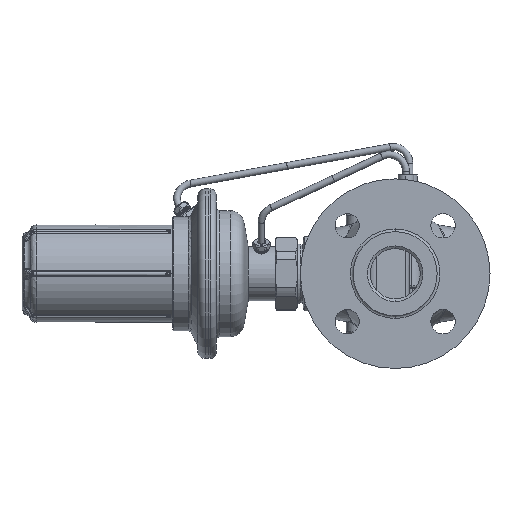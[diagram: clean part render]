
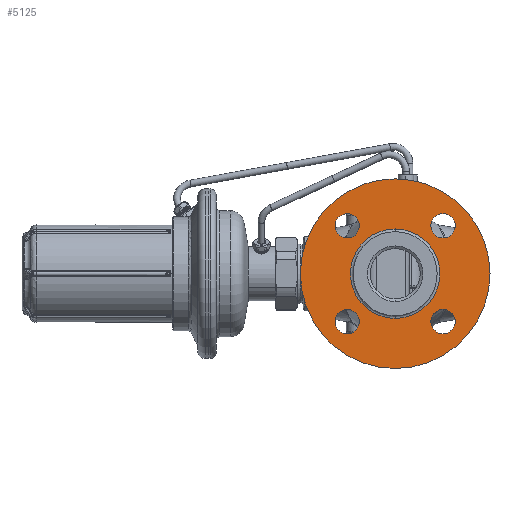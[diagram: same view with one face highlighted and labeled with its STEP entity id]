
A CAD part, left-side view. The second image highlights one B-rep face of the part: STEP entity #5125.
In plain terms, the highlighted planar face has unit normal (-1, 0, 0).
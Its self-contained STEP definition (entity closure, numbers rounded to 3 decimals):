
#81=CARTESIAN_POINT('',(-88.,0.,0.));
#82=DIRECTION('',(-1.,0.,0.));
#83=DIRECTION('',(0.,1.,0.));
#84=AXIS2_PLACEMENT_3D('',#81,#82,#83);
#86=CARTESIAN_POINT('',(-88.,0.,0.));
#87=DIRECTION('',(1.,0.,0.));
#88=DIRECTION('',(0.,1.,0.));
#89=AXIS2_PLACEMENT_3D('',#86,#87,#88);
#91=CARTESIAN_POINT('',(-88.,-35.355,35.355));
#92=DIRECTION('',(1.,0.,0.));
#93=DIRECTION('',(0.,1.,0.));
#94=AXIS2_PLACEMENT_3D('',#91,#92,#93);
#96=CARTESIAN_POINT('',(-88.,-35.355,35.355));
#97=DIRECTION('',(1.,0.,0.));
#98=DIRECTION('',(0.,-1.,0.));
#99=AXIS2_PLACEMENT_3D('',#96,#97,#98);
#101=CARTESIAN_POINT('',(-88.,35.355,35.355));
#102=DIRECTION('',(1.,0.,0.));
#103=DIRECTION('',(0.,1.,0.));
#104=AXIS2_PLACEMENT_3D('',#101,#102,#103);
#106=CARTESIAN_POINT('',(-88.,35.355,35.355));
#107=DIRECTION('',(1.,0.,0.));
#108=DIRECTION('',(0.,-1.,0.));
#109=AXIS2_PLACEMENT_3D('',#106,#107,#108);
#111=CARTESIAN_POINT('',(-88.,35.355,-35.355));
#112=DIRECTION('',(1.,0.,0.));
#113=DIRECTION('',(0.,1.,0.));
#114=AXIS2_PLACEMENT_3D('',#111,#112,#113);
#116=CARTESIAN_POINT('',(-88.,35.355,-35.355));
#117=DIRECTION('',(1.,0.,0.));
#118=DIRECTION('',(0.,-1.,0.));
#119=AXIS2_PLACEMENT_3D('',#116,#117,#118);
#121=CARTESIAN_POINT('',(-88.,-35.355,-35.355));
#122=DIRECTION('',(1.,0.,0.));
#123=DIRECTION('',(0.,1.,0.));
#124=AXIS2_PLACEMENT_3D('',#121,#122,#123);
#126=CARTESIAN_POINT('',(-88.,-35.355,-35.355));
#127=DIRECTION('',(1.,0.,0.));
#128=DIRECTION('',(0.,-1.,0.));
#129=AXIS2_PLACEMENT_3D('',#126,#127,#128);
#131=CARTESIAN_POINT('',(-88.,0.,0.));
#132=DIRECTION('',(1.,0.,0.));
#133=DIRECTION('',(0.,1.,0.));
#134=AXIS2_PLACEMENT_3D('',#131,#132,#133);
#146=CARTESIAN_POINT('',(-88.,0.,0.));
#147=DIRECTION('',(-1.,0.,0.));
#148=DIRECTION('',(0.,1.,0.));
#149=AXIS2_PLACEMENT_3D('',#146,#147,#148);
#4387=CARTESIAN_POINT('',(-88.,70.,0.));
#4389=VERTEX_POINT('',#4387);
#4390=CARTESIAN_POINT('',(-88.,33.,0.));
#4392=VERTEX_POINT('',#4390);
#4409=CARTESIAN_POINT('',(-88.,-70.,0.));
#4411=VERTEX_POINT('',#4409);
#4412=CARTESIAN_POINT('',(-88.,-33.,0.));
#4414=VERTEX_POINT('',#4412);
#4509=CARTESIAN_POINT('',(-88.,-26.355,35.355));
#4510=CARTESIAN_POINT('',(-88.,-44.355,35.355));
#4511=VERTEX_POINT('',#4509);
#4512=VERTEX_POINT('',#4510);
#4517=CARTESIAN_POINT('',(-88.,44.355,35.355));
#4518=CARTESIAN_POINT('',(-88.,26.355,35.355));
#4519=VERTEX_POINT('',#4517);
#4520=VERTEX_POINT('',#4518);
#4525=CARTESIAN_POINT('',(-88.,44.355,-35.355));
#4526=CARTESIAN_POINT('',(-88.,26.355,-35.355));
#4527=VERTEX_POINT('',#4525);
#4528=VERTEX_POINT('',#4526);
#4533=CARTESIAN_POINT('',(-88.,-26.355,-35.355));
#4534=CARTESIAN_POINT('',(-88.,-44.355,-35.355));
#4535=VERTEX_POINT('',#4533);
#4536=VERTEX_POINT('',#4534);
#5086=CARTESIAN_POINT('',(-88.,0.,0.));
#5087=DIRECTION('',(1.,0.,0.));
#5088=DIRECTION('',(0.,-1.,0.));
#5089=AXIS2_PLACEMENT_3D('',#5086,#5087,#5088);
#5090=PLANE('',#5089);
#5091=ORIENTED_EDGE('',*,*,#5079,.F.);
#5092=ORIENTED_EDGE('',*,*,#5068,.T.);
#5093=EDGE_LOOP('',(#5091,#5092));
#5094=FACE_OUTER_BOUND('',#5093,.F.);
#5096=ORIENTED_EDGE('',*,*,#5095,.F.);
#5098=ORIENTED_EDGE('',*,*,#5097,.T.);
#5099=EDGE_LOOP('',(#5096,#5098));
#5100=FACE_BOUND('',#5099,.F.);
#5102=ORIENTED_EDGE('',*,*,#5101,.F.);
#5104=ORIENTED_EDGE('',*,*,#5103,.F.);
#5105=EDGE_LOOP('',(#5102,#5104));
#5106=FACE_BOUND('',#5105,.F.);
#5108=ORIENTED_EDGE('',*,*,#5107,.F.);
#5110=ORIENTED_EDGE('',*,*,#5109,.F.);
#5111=EDGE_LOOP('',(#5108,#5110));
#5112=FACE_BOUND('',#5111,.F.);
#5114=ORIENTED_EDGE('',*,*,#5113,.F.);
#5116=ORIENTED_EDGE('',*,*,#5115,.F.);
#5117=EDGE_LOOP('',(#5114,#5116));
#5118=FACE_BOUND('',#5117,.F.);
#5120=ORIENTED_EDGE('',*,*,#5119,.F.);
#5122=ORIENTED_EDGE('',*,*,#5121,.F.);
#5123=EDGE_LOOP('',(#5120,#5122));
#5124=FACE_BOUND('',#5123,.F.);
#85=CIRCLE('',#84,70.);
#90=CIRCLE('',#89,70.);
#95=CIRCLE('',#94,9.);
#100=CIRCLE('',#99,9.);
#105=CIRCLE('',#104,9.);
#110=CIRCLE('',#109,9.);
#115=CIRCLE('',#114,9.);
#120=CIRCLE('',#119,9.);
#125=CIRCLE('',#124,9.);
#130=CIRCLE('',#129,9.);
#135=CIRCLE('',#134,33.);
#150=CIRCLE('',#149,33.);
#5068=EDGE_CURVE('',#4389,#4411,#90,.T.);
#5079=EDGE_CURVE('',#4389,#4411,#85,.T.);
#5095=EDGE_CURVE('',#4392,#4414,#135,.T.);
#5097=EDGE_CURVE('',#4392,#4414,#150,.T.);
#5101=EDGE_CURVE('',#4511,#4512,#95,.T.);
#5103=EDGE_CURVE('',#4512,#4511,#100,.T.);
#5107=EDGE_CURVE('',#4519,#4520,#105,.T.);
#5109=EDGE_CURVE('',#4520,#4519,#110,.T.);
#5113=EDGE_CURVE('',#4527,#4528,#115,.T.);
#5115=EDGE_CURVE('',#4528,#4527,#120,.T.);
#5119=EDGE_CURVE('',#4535,#4536,#125,.T.);
#5121=EDGE_CURVE('',#4536,#4535,#130,.T.);
#5125=ADVANCED_FACE('',(#5094,#5100,#5106,#5112,#5118,#5124),#5090,.F.);
